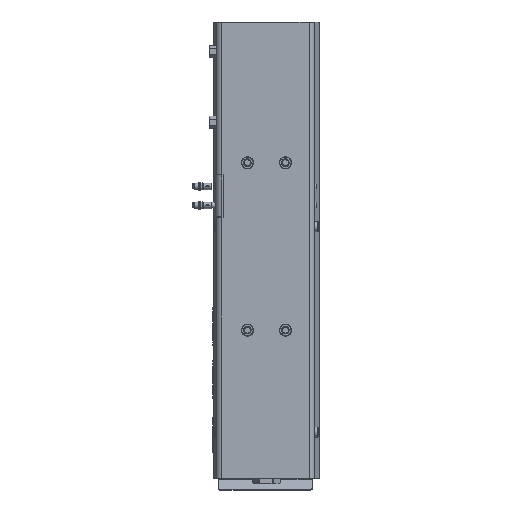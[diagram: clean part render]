
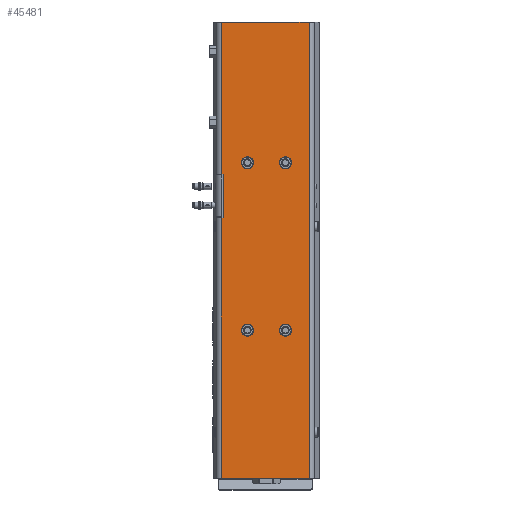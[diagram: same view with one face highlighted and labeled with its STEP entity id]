
A CAD part, front view. The second image highlights one B-rep face of the part: STEP entity #45481.
In plain terms, the highlighted planar face has unit normal (0, -1, 0).
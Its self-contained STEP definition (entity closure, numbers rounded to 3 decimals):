
#1380=FACE_BOUND('',#15401,.T.);
#1381=FACE_BOUND('',#15402,.T.);
#1382=FACE_BOUND('',#15403,.T.);
#1383=FACE_BOUND('',#15404,.T.);
#3405=LINE('',#71851,#7211);
#3406=LINE('',#71853,#7212);
#3407=LINE('',#71855,#7213);
#3408=LINE('',#71856,#7214);
#3409=LINE('',#71858,#7215);
#3410=LINE('',#71860,#7216);
#3411=LINE('',#71862,#7217);
#3412=LINE('',#71866,#7218);
#7211=VECTOR('',#57279,10.);
#7212=VECTOR('',#57280,10.);
#7213=VECTOR('',#57281,10.);
#7214=VECTOR('',#57282,10.);
#7215=VECTOR('',#57283,10.);
#7216=VECTOR('',#57284,10.);
#7217=VECTOR('',#57285,10.);
#7218=VECTOR('',#57288,10.);
#10154=CIRCLE('',#48929,0.8);
#10155=CIRCLE('',#48930,0.8);
#10156=CIRCLE('',#48931,8.);
#10157=CIRCLE('',#48932,8.);
#10158=CIRCLE('',#48933,8.);
#10159=CIRCLE('',#48934,8.);
#12855=FACE_OUTER_BOUND('',#15400,.T.);
#15400=EDGE_LOOP('',(#33898,#33899,#33900,#33901,#33902,#33903,#33904,#33905,
#33906,#33907));
#15401=EDGE_LOOP('',(#33908));
#15402=EDGE_LOOP('',(#33909));
#15403=EDGE_LOOP('',(#33910));
#15404=EDGE_LOOP('',(#33911));
#18944=VERTEX_POINT('',#71842);
#18945=VERTEX_POINT('',#71849);
#18946=VERTEX_POINT('',#71850);
#18947=VERTEX_POINT('',#71852);
#18948=VERTEX_POINT('',#71854);
#18949=VERTEX_POINT('',#71857);
#18950=VERTEX_POINT('',#71859);
#18951=VERTEX_POINT('',#71861);
#18952=VERTEX_POINT('',#71863);
#18953=VERTEX_POINT('',#71865);
#18954=VERTEX_POINT('',#71868);
#18955=VERTEX_POINT('',#71870);
#18956=VERTEX_POINT('',#71872);
#18957=VERTEX_POINT('',#71874);
#24350=EDGE_CURVE('',#18945,#18946,#3405,.T.);
#24351=EDGE_CURVE('',#18947,#18946,#3406,.T.);
#24352=EDGE_CURVE('',#18948,#18947,#3407,.T.);
#24353=EDGE_CURVE('',#18948,#18944,#3408,.T.);
#24354=EDGE_CURVE('',#18944,#18949,#3409,.T.);
#24355=EDGE_CURVE('',#18950,#18949,#3410,.T.);
#24356=EDGE_CURVE('',#18950,#18951,#3411,.T.);
#24357=EDGE_CURVE('',#18952,#18951,#10154,.T.);
#24358=EDGE_CURVE('',#18952,#18953,#3412,.T.);
#24359=EDGE_CURVE('',#18945,#18953,#10155,.T.);
#24360=EDGE_CURVE('',#18954,#18954,#10156,.T.);
#24361=EDGE_CURVE('',#18955,#18955,#10157,.T.);
#24362=EDGE_CURVE('',#18956,#18956,#10158,.T.);
#24363=EDGE_CURVE('',#18957,#18957,#10159,.T.);
#33898=ORIENTED_EDGE('',*,*,#24350,.T.);
#33899=ORIENTED_EDGE('',*,*,#24351,.F.);
#33900=ORIENTED_EDGE('',*,*,#24352,.F.);
#33901=ORIENTED_EDGE('',*,*,#24353,.T.);
#33902=ORIENTED_EDGE('',*,*,#24354,.T.);
#33903=ORIENTED_EDGE('',*,*,#24355,.F.);
#33904=ORIENTED_EDGE('',*,*,#24356,.T.);
#33905=ORIENTED_EDGE('',*,*,#24357,.F.);
#33906=ORIENTED_EDGE('',*,*,#24358,.T.);
#33907=ORIENTED_EDGE('',*,*,#24359,.F.);
#33908=ORIENTED_EDGE('',*,*,#24360,.T.);
#33909=ORIENTED_EDGE('',*,*,#24361,.T.);
#33910=ORIENTED_EDGE('',*,*,#24362,.T.);
#33911=ORIENTED_EDGE('',*,*,#24363,.T.);
#41204=PLANE('',#48928);
#45481=ADVANCED_FACE('',(#12855,#1380,#1381,#1382,#1383),#41204,.T.);
#48928=AXIS2_PLACEMENT_3D('',#71848,#57277,#57278);
#48929=AXIS2_PLACEMENT_3D('',#71864,#57286,#57287);
#48930=AXIS2_PLACEMENT_3D('',#71867,#57289,#57290);
#48931=AXIS2_PLACEMENT_3D('',#71869,#57291,#57292);
#48932=AXIS2_PLACEMENT_3D('',#71871,#57293,#57294);
#48933=AXIS2_PLACEMENT_3D('',#71873,#57295,#57296);
#48934=AXIS2_PLACEMENT_3D('',#71875,#57297,#57298);
#57277=DIRECTION('center_axis',(0.,-1.,0.));
#57278=DIRECTION('ref_axis',(0.,0.,
-1.));
#57279=DIRECTION('',(-1.,0.,0.));
#57280=DIRECTION('',(0.,0.,1.));
#57281=DIRECTION('',(-1.,0.,0.));
#57282=DIRECTION('',(0.,0.,1.));
#57283=DIRECTION('',(-1.,0.,0.));
#57284=DIRECTION('',(0.,0.,1.));
#57285=DIRECTION('',(1.,0.,0.));
#57286=DIRECTION('center_axis',(0.,-1.,0.));
#57287=DIRECTION('ref_axis',(0.707,0.,0.707));
#57288=DIRECTION('',(0.,0.,-1.));
#57289=DIRECTION('center_axis',(0.,-1.,0.));
#57290=DIRECTION('ref_axis',(0.707,0.,-0.707));
#57291=DIRECTION('center_axis',(0.,1.,0.));
#57292=DIRECTION('ref_axis',(0.,0.,
-1.));
#57293=DIRECTION('center_axis',(0.,1.,0.));
#57294=DIRECTION('ref_axis',(0.,0.,
-1.));
#57295=DIRECTION('center_axis',(0.,1.,0.));
#57296=DIRECTION('ref_axis',(0.,0.,
-1.));
#57297=DIRECTION('center_axis',(0.,1.,0.));
#57298=DIRECTION('ref_axis',(0.,0.,
-1.));
#71842=CARTESIAN_POINT('',(56.1,-53.85,5.));
#71848=CARTESIAN_POINT('Origin',(68.76,-53.85,-295.));
#71849=CARTESIAN_POINT('',(-56.898,-53.85,-252.25));
#71850=CARTESIAN_POINT('',(-59.1,-53.85,-252.25));
#71851=CARTESIAN_POINT('',(4.83,-53.85,-252.25));
#71852=CARTESIAN_POINT('',(-59.1,-53.85,-595.));
#71853=CARTESIAN_POINT('',(-59.1,-53.85,-295.));
#71854=CARTESIAN_POINT('',(56.1,-53.85,-595.));
#71855=CARTESIAN_POINT('',(225.118,-53.85,-595.));
#71856=CARTESIAN_POINT('',(56.1,-53.85,-295.));
#71857=CARTESIAN_POINT('',(-59.1,-53.85,5.));
#71858=CARTESIAN_POINT('',(225.118,-53.85,5.));
#71859=CARTESIAN_POINT('',(-59.1,-53.85,-195.25));
#71860=CARTESIAN_POINT('',(-59.1,-53.85,-295.));
#71861=CARTESIAN_POINT('',(-56.898,-53.85,-195.25));
#71862=CARTESIAN_POINT('',(6.331,-53.85,-195.25));
#71863=CARTESIAN_POINT('',(-56.098,-53.85,-196.05));
#71864=CARTESIAN_POINT('Origin',(-56.898,-53.85,-196.05));
#71865=CARTESIAN_POINT('',(-56.098,-53.85,-251.45));
#71866=CARTESIAN_POINT('',(-56.098,-53.85,-273.625));
#71867=CARTESIAN_POINT('Origin',(-56.898,-53.85,-251.45));
#71868=CARTESIAN_POINT('',(25.,-53.85,-172.));
#71869=CARTESIAN_POINT('Origin',(25.,-53.85,-180.));
#71870=CARTESIAN_POINT('',(25.,-53.85,-392.));
#71871=CARTESIAN_POINT('Origin',(25.,-53.85,-400.));
#71872=CARTESIAN_POINT('',(-25.,-53.85,-392.));
#71873=CARTESIAN_POINT('Origin',(-25.,-53.85,-400.));
#71874=CARTESIAN_POINT('',(-25.,-53.85,-172.));
#71875=CARTESIAN_POINT('Origin',(-25.,-53.85,-180.));
